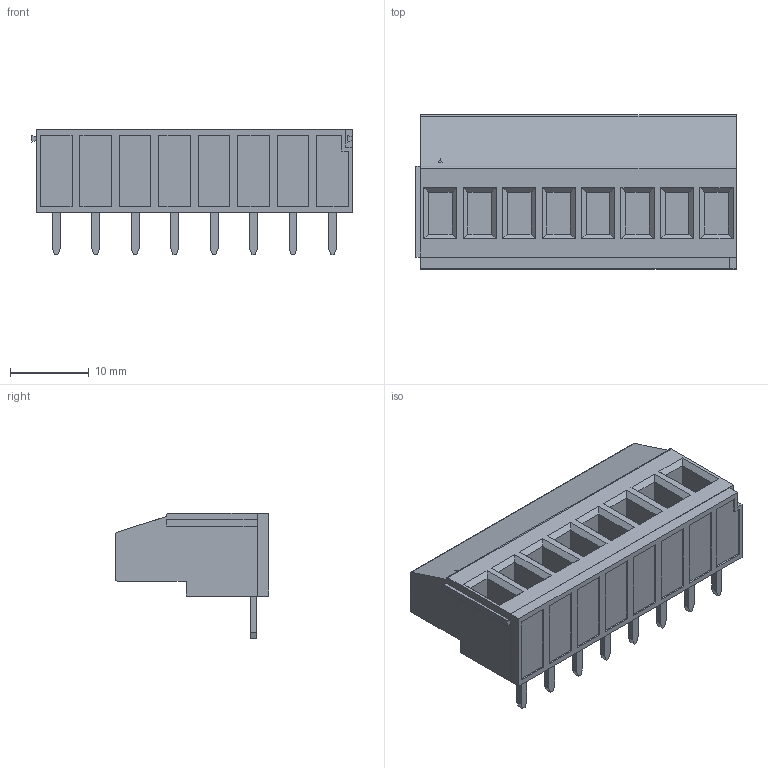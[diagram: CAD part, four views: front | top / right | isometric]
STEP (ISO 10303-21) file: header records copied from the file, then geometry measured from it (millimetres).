
FILE_DESCRIPTION (( 'STEP AP214' ), '1' );
FILE_NAME ('DG129R-5.0-08P-14-00AH.STEP', '2021-01-12T21:02:33', ( '' ), ( '' ), 'SwSTEP 2.0', 'SolidWorks 2020', '' );
FILE_SCHEMA (( 'AUTOMOTIVE_DESIGN' ));
Length unit declared in the file: millimetre
Products named in the file (1): DG129R-5.0-08P-14-00AH
Bounding box: 40.6 x 19.5 x 15.9 mm (x, y, z)
Volume: 5959.6 mm3; surface area: 4427.9 mm2
Topology: 1 solids, 1 shells, 814 faces, 2079 edges, 1352 vertices
Faces by surface type: plane 470, bspline 211, cylinder 79, torus 40, cone 14
Entity records: 40255 total; most frequent: CARTESIAN_POINT 16137, ORIENTED_EDGE 4158, DIRECTION 3149, EDGE_CURVE 2079, VERTEX_POINT 1352, LINE 1341, VECTOR 1341, AXIS2_PLACEMENT_3D 904
